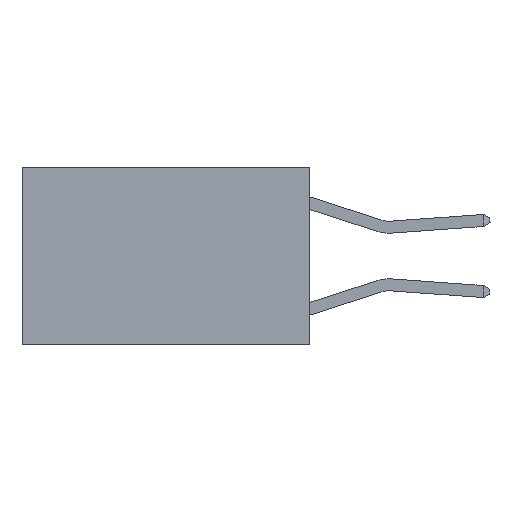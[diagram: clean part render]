
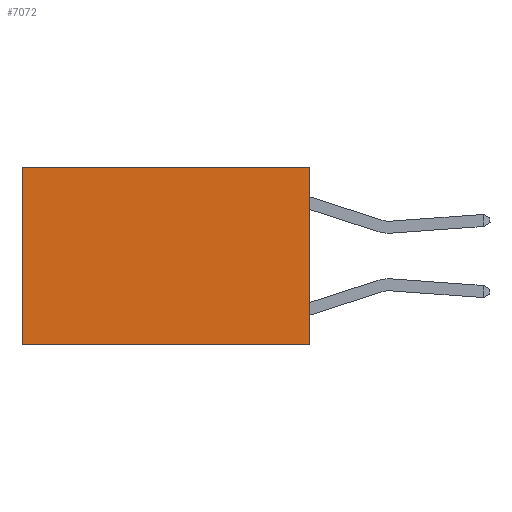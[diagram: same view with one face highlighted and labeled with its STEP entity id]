
A CAD part, left-side view. The second image highlights one B-rep face of the part: STEP entity #7072.
In plain terms, the highlighted planar face has unit normal (-1, 0, 0).
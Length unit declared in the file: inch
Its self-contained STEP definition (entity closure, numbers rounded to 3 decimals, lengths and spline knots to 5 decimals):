
#193 = PLANE ( 'NONE',  #5490 ) ;
#601 = CARTESIAN_POINT ( 'NONE',  ( 0.2625, 0., 0. ) ) ;
#721 = EDGE_LOOP ( 'NONE', ( #1914, #8010, #4763, #6810 ) ) ;
#1454 = DIRECTION ( 'NONE',  ( 1., 0., 0. ) ) ;
#1564 = EDGE_CURVE ( 'NONE', #7331, #8727, #5684, .T. ) ;
#1742 = CARTESIAN_POINT ( 'NONE',  ( 0.2625, 0.6, -0.37 ) ) ;
#1914 = ORIENTED_EDGE ( 'NONE', *, *, #7333, .T. ) ;
#2068 = VERTEX_POINT ( 'NONE', #1742 ) ;
#2213 = EDGE_CURVE ( 'NONE', #7331, #4019, #2369, .T. ) ;
#2369 = LINE ( 'NONE', #4679, #5839 ) ;
#2997 = CARTESIAN_POINT ( 'NONE',  ( 0.2625, 0., -0.37 ) ) ;
#3380 = CARTESIAN_POINT ( 'NONE',  ( 0.2625, 0., 0. ) ) ;
#3716 = FACE_OUTER_BOUND ( 'NONE', #721, .T. ) ;
#3758 = CARTESIAN_POINT ( 'NONE',  ( 0.2625, 0., 0. ) ) ;
#4019 = VERTEX_POINT ( 'NONE', #6454 ) ;
#4679 = CARTESIAN_POINT ( 'NONE',  ( 0.2625, 0., 0. ) ) ;
#4697 = EDGE_CURVE ( 'NONE', #8727, #2068, #5334, .T. ) ;
#4719 = LINE ( 'NONE', #4756, #6354 ) ;
#4756 = CARTESIAN_POINT ( 'NONE',  ( 0.2625, 0.6, 0. ) ) ;
#4763 = ORIENTED_EDGE ( 'NONE', *, *, #1564, .F. ) ;
#5111 = VECTOR ( 'NONE', #7769, 39.37008 ) ;
#5334 = LINE ( 'NONE', #6017, #7828 ) ;
#5490 = AXIS2_PLACEMENT_3D ( 'NONE', #3758, #1454, #6471 ) ;
#5684 = LINE ( 'NONE', #3380, #5111 ) ;
#5839 = VECTOR ( 'NONE', #9069, 39.37008 ) ;
#6017 = CARTESIAN_POINT ( 'NONE',  ( 0.2625, 0., -0.37 ) ) ;
#6088 = DIRECTION ( 'NONE',  ( 0., 0., -1. ) ) ;
#6354 = VECTOR ( 'NONE', #6088, 39.37008 ) ;
#6454 = CARTESIAN_POINT ( 'NONE',  ( 0.2625, 0.6, 0. ) ) ;
#6471 = DIRECTION ( 'NONE',  ( 0., 0., -1. ) ) ;
#6655 = DIRECTION ( 'NONE',  ( 0., 1., 0. ) ) ;
#6810 = ORIENTED_EDGE ( 'NONE', *, *, #2213, .T. ) ;
#7072 = ADVANCED_FACE ( 'NONE', ( #3716 ), #193, .F. ) ;
#7331 = VERTEX_POINT ( 'NONE', #601 ) ;
#7333 = EDGE_CURVE ( 'NONE', #4019, #2068, #4719, .T. ) ;
#7769 = DIRECTION ( 'NONE',  ( 0., 0., -1. ) ) ;
#7828 = VECTOR ( 'NONE', #6655, 39.37008 ) ;
#8010 = ORIENTED_EDGE ( 'NONE', *, *, #4697, .F. ) ;
#8727 = VERTEX_POINT ( 'NONE', #2997 ) ;
#9069 = DIRECTION ( 'NONE',  ( 0., 1., 0. ) ) ;
